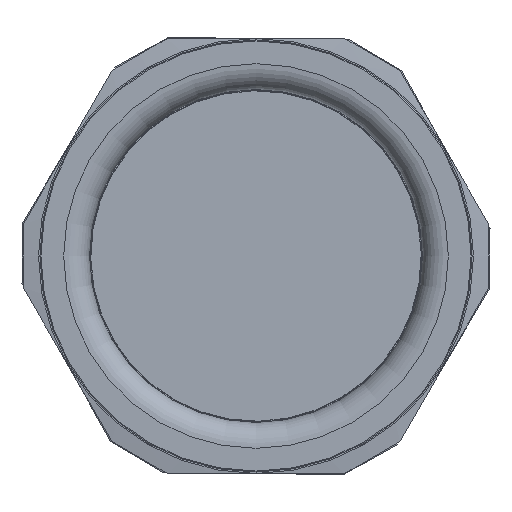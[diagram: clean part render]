
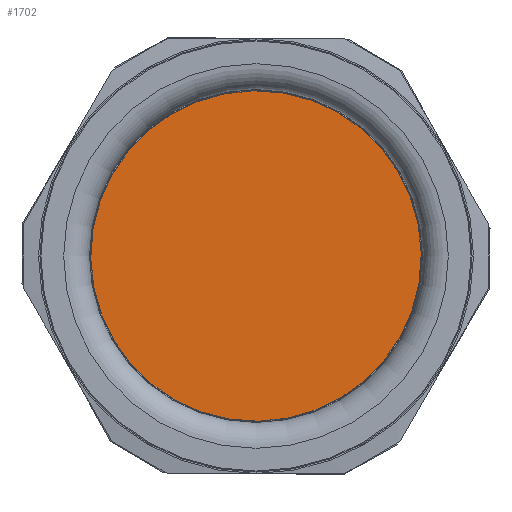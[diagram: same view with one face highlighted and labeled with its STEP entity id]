
A CAD part, left-side view. The second image highlights one B-rep face of the part: STEP entity #1702.
In plain terms, the highlighted planar face has unit normal (-1, 0, 0).
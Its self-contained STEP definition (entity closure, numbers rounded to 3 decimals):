
#254=PLANE('',#1972);
#455=FACE_OUTER_BOUND('',#635,.T.);
#635=EDGE_LOOP('',(#1544));
#716=CIRCLE('',#1951,32.295);
#894=VERTEX_POINT('',#9707);
#1108=EDGE_CURVE('',#894,#894,#716,.T.);
#1544=ORIENTED_EDGE('',*,*,#1108,.F.);
#1702=ADVANCED_FACE('',(#455),#254,.T.);
#1951=AXIS2_PLACEMENT_3D('',#9708,#2375,#2376);
#1972=AXIS2_PLACEMENT_3D('',#9739,#2417,#2418);
#2375=DIRECTION('center_axis',(1.,0.,0.));
#2376=DIRECTION('ref_axis',(0.,0.,-1.));
#2417=DIRECTION('center_axis',(-1.,0.,0.));
#2418=DIRECTION('ref_axis',(0.,0.,1.));
#9707=CARTESIAN_POINT('',(-0.064,32.295,0.));
#9708=CARTESIAN_POINT('Origin',(-0.064,0.,0.));
#9739=CARTESIAN_POINT('Origin',(-0.064,32.295,0.));
